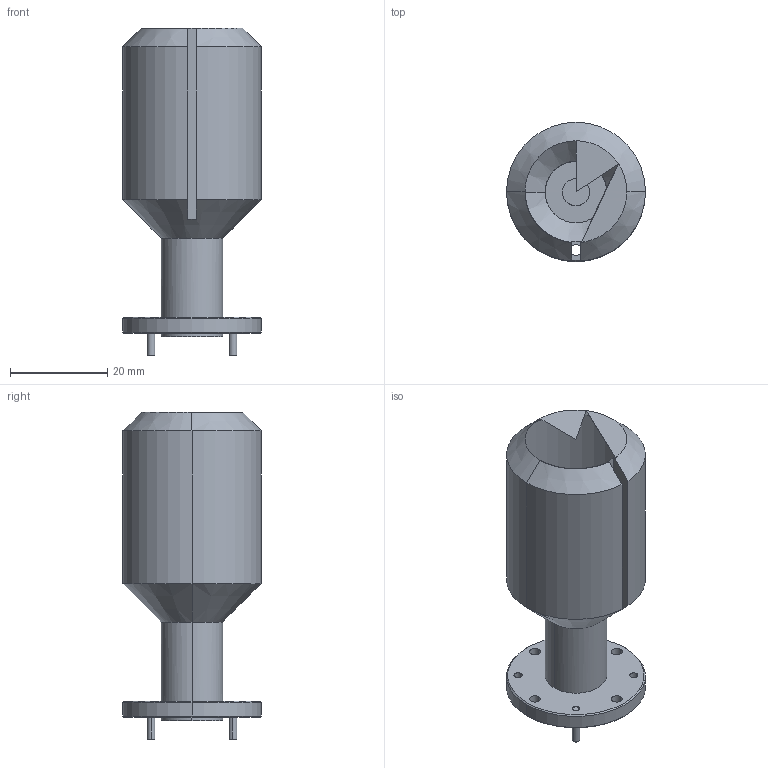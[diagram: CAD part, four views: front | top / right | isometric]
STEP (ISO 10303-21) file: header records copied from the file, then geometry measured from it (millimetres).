
FILE_DESCRIPTION (( 'STEP AP203' ), '1' );
FILE_NAME ('SAF-4036031535-219-S1.STEP', '2019-06-04T18:35:48', ( '' ), ( '' ), 'SwSTEP 2.0', 'SolidWorks 2016', '' );
FILE_SCHEMA (( 'CONFIG_CONTROL_DESIGN' ));
Length unit declared in the file: inch
Products named in the file (1): SAF-4036031535-219-S1
Bounding box: 28.57 x 28.57 x 67.38 mm (x, y, z)
Volume: 28649.2 mm3; surface area: 6909.9 mm2
Topology: 3 solids, 3 shells, 83 faces, 185 edges, 113 vertices
Faces by surface type: cylinder 39, cone 27, plane 17
Entity records: 2562 total; most frequent: CARTESIAN_POINT 586, DIRECTION 420, ORIENTED_EDGE 366, EDGE_CURVE 183, AXIS2_PLACEMENT_3D 174, VERTEX_POINT 113, EDGE_LOOP 106, CIRCLE 90
